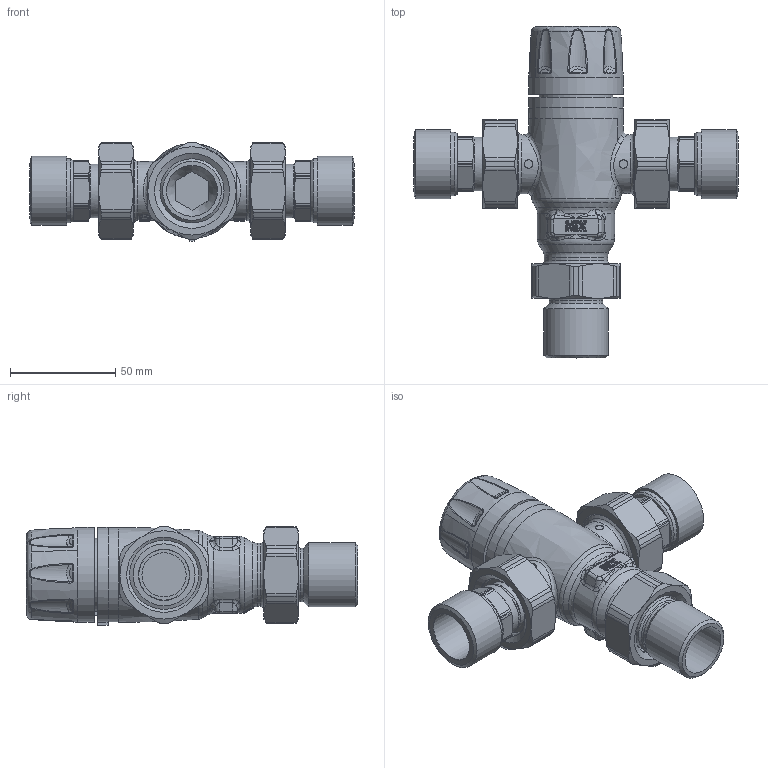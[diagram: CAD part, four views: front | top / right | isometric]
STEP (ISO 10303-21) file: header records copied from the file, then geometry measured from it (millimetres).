
FILE_DESCRIPTION(/* description */ (''),/* implementation_level */ '2;1');
FILE_NAME(/* name */ '521600AC_Simplify_1.stp',/* time_stamp */ '2025-08-01T12:17:31-05:00',/* author */ ('ischreiner'),/* organization */ (''),/* preprocessor_version */ 'ST-DEVELOPER v20',/* originating_system */ 'Autodesk Inventor 2025',/* authorisation */ '');
FILE_SCHEMA (('AUTOMOTIVE_DESIGN { 1 0 10303 214 3 1 1 }'));
Length unit declared in the file: inch
Products named in the file (1): 521600AC_Simplify_1
Bounding box: 154 x 157.62 x 46.92 mm (x, y, z)
Volume: 258185 mm3; surface area: 62123.1 mm2
Topology: 7 solids, 7 shells, 1537 faces, 3625 edges, 2031 vertices
Faces by surface type: bspline 585, cylinder 426, plane 280, cone 107, torus 71, sphere 68
Full cylindrical faces by diameter (mm): 2 x1, 4 x2, 8 x1, 9 x1, 21 x2, 24 x6, 24.13 x1, 25.4 x1, 25.5 x2, 27.94 x1, 28 x2, 30 x3, 30.048 x3, 30.3 x3, 30.48 x4, 31 x1, 32.8 x2, 33.1 x3, 45 x2
Entity records: 84359 total; most frequent: CARTESIAN_POINT 51133, ORIENTED_EDGE 7038, DIRECTION 5996, EDGE_CURVE 3519, AXIS2_PLACEMENT_3D 2515, VERTEX_POINT 2031, EDGE_LOOP 1582, STYLED_ITEM 1544
